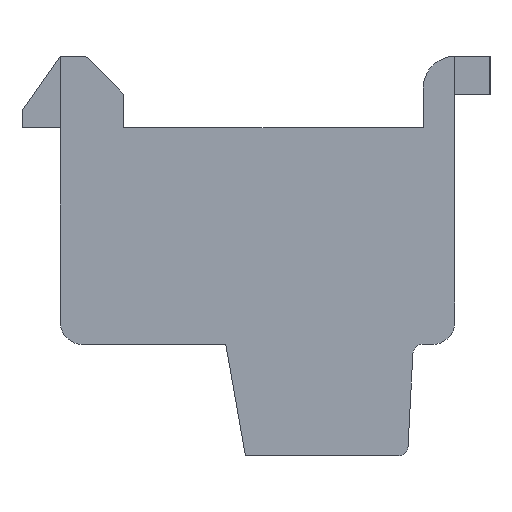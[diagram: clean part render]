
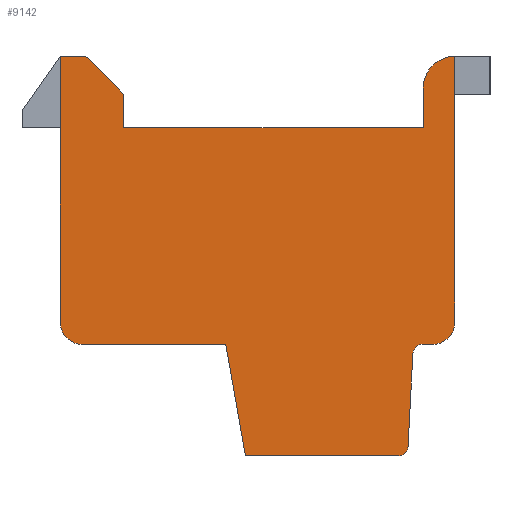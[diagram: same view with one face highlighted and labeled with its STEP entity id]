
A CAD part, left-side view. The second image highlights one B-rep face of the part: STEP entity #9142.
In plain terms, the highlighted planar face has unit normal (-1, 0, 0).
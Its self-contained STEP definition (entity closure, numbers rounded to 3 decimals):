
#1=CARTESIAN_POINT('',(0.,-5.55,-2.075));
#2=DIRECTION('',(1.,0.,0.));
#3=DIRECTION('',(0.,-1.,0.));
#4=AXIS2_PLACEMENT_3D('',#1,#2,#3);
#6=DIRECTION('',(0.,1.,0.));
#7=VECTOR('',#6,0.323);
#8=CARTESIAN_POINT('',(0.,-5.55,-2.775));
#9=LINE('',#8,#7);
#10=CARTESIAN_POINT('',(0.,-5.227,-3.075));
#11=DIRECTION('',(-1.,0.,0.));
#12=DIRECTION('',(0.,0.,1.));
#13=AXIS2_PLACEMENT_3D('',#10,#11,#12);
#15=DIRECTION('',(0.,0.052,-0.999));
#16=VECTOR('',#15,2.904);
#17=CARTESIAN_POINT('',(0.,-4.927,-3.075));
#18=LINE('',#17,#16);
#19=CARTESIAN_POINT('',(0.,-4.475,-5.975));
#20=DIRECTION('',(1.,0.,0.));
#21=DIRECTION('',(0.,-1.,0.));
#22=AXIS2_PLACEMENT_3D('',#19,#20,#21);
#24=DIRECTION('',(0.,1.,0.));
#25=VECTOR('',#24,4.808);
#26=CARTESIAN_POINT('',(0.,-4.475,-6.275));
#27=LINE('',#26,#25);
#28=DIRECTION('',(0.,0.174,0.985));
#29=VECTOR('',#28,3.554);
#30=CARTESIAN_POINT('',(0.,0.333,-6.275));
#31=LINE('',#30,#29);
#32=DIRECTION('',(0.,1.,0.));
#33=VECTOR('',#32,4.5);
#34=CARTESIAN_POINT('',(0.,0.95,-2.775));
#35=LINE('',#34,#33);
#36=CARTESIAN_POINT('',(0.,5.45,-2.075));
#37=DIRECTION('',(1.,0.,0.));
#38=DIRECTION('',(0.,0.,-1.));
#39=AXIS2_PLACEMENT_3D('',#36,#37,#38);
#41=CARTESIAN_POINT('',(0.,6.072,6.125));
#42=DIRECTION('',(1.,0.,0.));
#43=DIRECTION('',(0.,0.521,0.854));
#44=AXIS2_PLACEMENT_3D('',#41,#42,#43);
#46=DIRECTION('',(0.,-1.,0.));
#47=VECTOR('',#46,0.66);
#48=CARTESIAN_POINT('',(0.,6.072,6.275));
#49=LINE('',#48,#47);
#50=CARTESIAN_POINT('',(0.,5.412,6.125));
#51=DIRECTION('',(1.,0.,0.));
#52=DIRECTION('',(0.,0.,1.));
#53=AXIS2_PLACEMENT_3D('',#50,#51,#52);
#55=DIRECTION('',(0.,-0.707,-0.707));
#56=VECTOR('',#55,1.573);
#57=CARTESIAN_POINT('',(0.,5.306,6.231));
#58=LINE('',#57,#56);
#59=CARTESIAN_POINT('',(0.,4.3,5.013));
#60=DIRECTION('',(1.,0.,0.));
#61=DIRECTION('',(0.,-0.707,0.707));
#62=AXIS2_PLACEMENT_3D('',#59,#60,#61);
#64=DIRECTION('',(0.,0.,-1.));
#65=VECTOR('',#64,0.988);
#66=CARTESIAN_POINT('',(0.,4.15,5.013));
#67=LINE('',#66,#65);
#68=DIRECTION('',(0.,-1.,0.));
#69=VECTOR('',#68,9.4);
#70=CARTESIAN_POINT('',(0.,4.15,4.025));
#71=LINE('',#70,#69);
#72=DIRECTION('',(0.,0.,1.));
#73=VECTOR('',#72,1.25);
#74=CARTESIAN_POINT('',(0.,-5.25,4.025));
#75=LINE('',#74,#73);
#76=CARTESIAN_POINT('',(0.,-6.25,5.275));
#77=DIRECTION('',(1.,0.,0.));
#78=DIRECTION('',(0.,1.,0.));
#79=AXIS2_PLACEMENT_3D('',#76,#77,#78);
#257=DIRECTION('',(0.,0.,1.));
#258=VECTOR('',#257,8.35);
#259=CARTESIAN_POINT('',(0.,-6.25,-2.075));
#260=LINE('',#259,#258);
#4171=DIRECTION('',(0.,0.,-1.));
#4172=VECTOR('',#4171,8.328);
#4173=CARTESIAN_POINT('',(0.,6.15,6.253));
#4174=LINE('',#4173,#4172);
#6931=CARTESIAN_POINT('',(0.,6.072,6.275));
#6932=CARTESIAN_POINT('',(0.,5.412,6.275));
#6933=VERTEX_POINT('',#6931);
#6934=VERTEX_POINT('',#6932);
#6935=CARTESIAN_POINT('',(0.,5.306,6.231));
#6936=VERTEX_POINT('',#6935);
#6937=CARTESIAN_POINT('',(0.,4.194,5.119));
#6938=VERTEX_POINT('',#6937);
#6939=CARTESIAN_POINT('',(0.,4.15,5.013));
#6940=VERTEX_POINT('',#6939);
#6941=CARTESIAN_POINT('',(0.,4.15,4.025));
#6942=VERTEX_POINT('',#6941);
#6943=CARTESIAN_POINT('',(0.,-5.25,4.025));
#6944=VERTEX_POINT('',#6943);
#6945=CARTESIAN_POINT('',(0.,-5.25,5.275));
#6946=VERTEX_POINT('',#6945);
#6947=CARTESIAN_POINT('',(0.,-6.25,-2.075));
#6948=CARTESIAN_POINT('',(0.,-5.55,-2.775));
#6949=VERTEX_POINT('',#6947);
#6950=VERTEX_POINT('',#6948);
#6951=CARTESIAN_POINT('',(0.,-5.227,-2.775));
#6952=VERTEX_POINT('',#6951);
#6953=CARTESIAN_POINT('',(0.,-4.927,-3.075));
#6954=VERTEX_POINT('',#6953);
#6955=CARTESIAN_POINT('',(0.,-4.775,-5.975));
#6956=VERTEX_POINT('',#6955);
#6957=CARTESIAN_POINT('',(0.,-4.475,-6.275));
#6958=VERTEX_POINT('',#6957);
#6959=CARTESIAN_POINT('',(0.,0.333,-6.275));
#6960=VERTEX_POINT('',#6959);
#6961=CARTESIAN_POINT('',(0.,0.95,-2.775));
#6962=VERTEX_POINT('',#6961);
#6963=CARTESIAN_POINT('',(0.,5.45,-2.775));
#6964=VERTEX_POINT('',#6963);
#6965=CARTESIAN_POINT('',(0.,6.15,-2.075));
#6966=VERTEX_POINT('',#6965);
#7951=CARTESIAN_POINT('',(0.,6.15,6.253));
#7952=VERTEX_POINT('',#7951);
#7955=CARTESIAN_POINT('',(0.,-6.25,6.275));
#7956=VERTEX_POINT('',#7955);
#9095=CARTESIAN_POINT('',(0.,0.,0.));
#9096=DIRECTION('',(1.,0.,0.));
#9097=DIRECTION('',(0.,-1.,0.));
#9098=AXIS2_PLACEMENT_3D('',#9095,#9096,#9097);
#9099=PLANE('',#9098);
#9101=ORIENTED_EDGE('',*,*,#9100,.F.);
#9103=ORIENTED_EDGE('',*,*,#9102,.T.);
#9105=ORIENTED_EDGE('',*,*,#9104,.T.);
#9107=ORIENTED_EDGE('',*,*,#9106,.T.);
#9109=ORIENTED_EDGE('',*,*,#9108,.T.);
#9111=ORIENTED_EDGE('',*,*,#9110,.T.);
#9113=ORIENTED_EDGE('',*,*,#9112,.T.);
#9115=ORIENTED_EDGE('',*,*,#9114,.T.);
#9117=ORIENTED_EDGE('',*,*,#9116,.T.);
#9119=ORIENTED_EDGE('',*,*,#9118,.T.);
#9121=ORIENTED_EDGE('',*,*,#9120,.F.);
#9123=ORIENTED_EDGE('',*,*,#9122,.T.);
#9125=ORIENTED_EDGE('',*,*,#9124,.T.);
#9127=ORIENTED_EDGE('',*,*,#9126,.T.);
#9129=ORIENTED_EDGE('',*,*,#9128,.T.);
#9131=ORIENTED_EDGE('',*,*,#9130,.T.);
#9133=ORIENTED_EDGE('',*,*,#9132,.T.);
#9135=ORIENTED_EDGE('',*,*,#9134,.T.);
#9137=ORIENTED_EDGE('',*,*,#9136,.T.);
#9139=ORIENTED_EDGE('',*,*,#9138,.T.);
#9140=EDGE_LOOP('',(#9101,#9103,#9105,#9107,#9109,#9111,#9113,#9115,#9117,#9119,
#9121,#9123,#9125,#9127,#9129,#9131,#9133,#9135,#9137,#9139));
#9141=FACE_OUTER_BOUND('',#9140,.F.);
#9142=ADVANCED_FACE('',(#9141),#9099,.F.);
#5=CIRCLE('',#4,0.7);
#14=CIRCLE('',#13,0.3);
#23=CIRCLE('',#22,0.3);
#40=CIRCLE('',#39,0.7);
#45=CIRCLE('',#44,0.15);
#54=CIRCLE('',#53,0.15);
#63=CIRCLE('',#62,0.15);
#80=CIRCLE('',#79,1.);
#9100=EDGE_CURVE('',#6949,#7956,#260,.T.);
#9102=EDGE_CURVE('',#6949,#6950,#5,.T.);
#9104=EDGE_CURVE('',#6950,#6952,#9,.T.);
#9106=EDGE_CURVE('',#6952,#6954,#14,.T.);
#9108=EDGE_CURVE('',#6954,#6956,#18,.T.);
#9110=EDGE_CURVE('',#6956,#6958,#23,.T.);
#9112=EDGE_CURVE('',#6958,#6960,#27,.T.);
#9114=EDGE_CURVE('',#6960,#6962,#31,.T.);
#9116=EDGE_CURVE('',#6962,#6964,#35,.T.);
#9118=EDGE_CURVE('',#6964,#6966,#40,.T.);
#9120=EDGE_CURVE('',#7952,#6966,#4174,.T.);
#9122=EDGE_CURVE('',#7952,#6933,#45,.T.);
#9124=EDGE_CURVE('',#6933,#6934,#49,.T.);
#9126=EDGE_CURVE('',#6934,#6936,#54,.T.);
#9128=EDGE_CURVE('',#6936,#6938,#58,.T.);
#9130=EDGE_CURVE('',#6938,#6940,#63,.T.);
#9132=EDGE_CURVE('',#6940,#6942,#67,.T.);
#9134=EDGE_CURVE('',#6942,#6944,#71,.T.);
#9136=EDGE_CURVE('',#6944,#6946,#75,.T.);
#9138=EDGE_CURVE('',#6946,#7956,#80,.T.);
